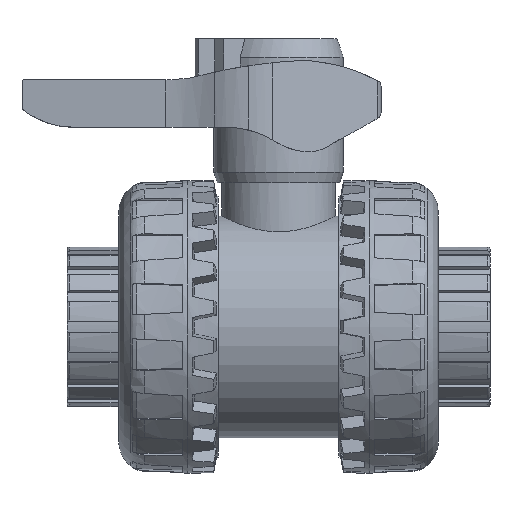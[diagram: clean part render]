
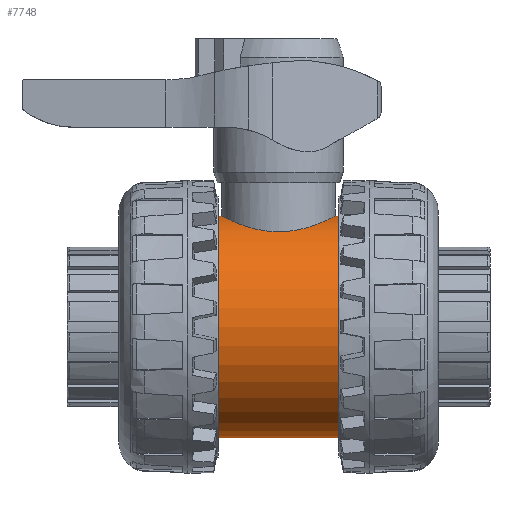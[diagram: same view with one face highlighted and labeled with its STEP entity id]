
A CAD part, front view. The second image highlights one B-rep face of the part: STEP entity #7748.
In plain terms, the highlighted cylindrical face has radius 23.85 mm (diameter 47.7 mm), a full revolution.
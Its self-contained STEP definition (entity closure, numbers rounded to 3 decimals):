
#1548=B_SPLINE_CURVE_WITH_KNOTS('',3,(#11806,#11807,#11808,#11809,#11810,
#11811,#11812,#11813,#11814,#11815,#11816,#11817,#11818,#11819,#11820,#11821,
#11822,#11823,#11824,#11825,#11826,#11827,#11828,#11829,#11830,#11831,#11832,
#11833,#11834,#11835,#11836,#11837,#11838,#11839,#11840,#11841,#11842,#11843,
#11844,#11845,#11846,#11847,#11848,#11849,#11850,#11851,#11852,#11853,#11854,
#11855,#11856,#11857,#11858,#11859,#11860,#11861,#11862,#11863,#11864,#11865,
#11866,#11867,#11868,#11869,#11870,#11871,#11872,#11873,#11874,#11875,#11876,
#11877,#11878,#11879,#11880,#11881,#11882,#11883,#11884,#11885,#11886,#11887,
#11888,#11889,#11890,#11891,#11892,#11893,#11894,#11895,#11896,#11897,#11898,
#11899),.UNSPECIFIED.,.T.,.F.,(4,3,3,3,3,3,3,3,3,3,3,3,3,3,3,3,3,3,3,3,
3,3,3,3,3,3,3,3,3,3,3,4),(0.,0.305,0.648,0.901,
1.012,1.348,1.668,1.876,1.996,
2.309,2.637,2.8,2.901,3.246,
3.515,3.7,3.855,4.17,4.517,
4.674,4.784,5.129,5.431,5.639,
5.747,6.065,6.399,6.552,6.673,
7.02,7.33,7.544),.UNSPECIFIED.);
#1682=FACE_BOUND('',#2176,.T.);
#1683=FACE_BOUND('',#2177,.T.);
#1723=FACE_OUTER_BOUND('',#2175,.T.);
#2175=EDGE_LOOP('',(#5163));
#2176=EDGE_LOOP('',(#5164));
#2177=EDGE_LOOP('',(#5165));
#2660=CIRCLE('',#8206,23.85);
#2661=CIRCLE('',#8208,23.85);
#3068=VERTEX_POINT('',#11805);
#3069=VERTEX_POINT('',#11902);
#3070=VERTEX_POINT('',#11905);
#3911=EDGE_CURVE('',#3068,#3068,#1548,.T.);
#3912=EDGE_CURVE('',#3069,#3069,#2660,.T.);
#3913=EDGE_CURVE('',#3070,#3070,#2661,.T.);
#5163=ORIENTED_EDGE('',*,*,#3912,.F.);
#5164=ORIENTED_EDGE('',*,*,#3911,.T.);
#5165=ORIENTED_EDGE('',*,*,#3913,.F.);
#7654=CYLINDRICAL_SURFACE('',#8207,23.85);
#7748=ADVANCED_FACE('',(#1723,#1682,#1683),#7654,.T.);
#8206=AXIS2_PLACEMENT_3D('',#11903,#9274,#9275);
#8207=AXIS2_PLACEMENT_3D('',#11904,#9276,#9277);
#8208=AXIS2_PLACEMENT_3D('',#11906,#9278,#9279);
#9274=DIRECTION('center_axis',(-1.,0.,0.));
#9275=DIRECTION('ref_axis',(0.,-1.,0.));
#9276=DIRECTION('center_axis',(1.,0.,0.));
#9277=DIRECTION('ref_axis',(0.,-1.,0.));
#9278=DIRECTION('center_axis',(1.,0.,0.));
#9279=DIRECTION('ref_axis',(0.,-1.,0.));
#11805=CARTESIAN_POINT('',(0.,-12.25,20.464));
#11806=CARTESIAN_POINT('Ctrl Pts',(0.,-12.25,20.464));
#11807=CARTESIAN_POINT('Ctrl Pts',(-1.016,-12.25,20.464));
#11808=CARTESIAN_POINT('Ctrl Pts',(-2.067,-12.12,
20.543));
#11809=CARTESIAN_POINT('Ctrl Pts',(-3.087,-11.855,
20.695));
#11810=CARTESIAN_POINT('Ctrl Pts',(-4.234,-11.556,
20.866));
#11811=CARTESIAN_POINT('Ctrl Pts',(-5.341,-11.086,
21.128));
#11812=CARTESIAN_POINT('Ctrl Pts',(-6.341,-10.481,21.424));
#11813=CARTESIAN_POINT('Ctrl Pts',(-7.078,-10.035,
21.642));
#11814=CARTESIAN_POINT('Ctrl Pts',(-7.756,-9.517,21.877));
#11815=CARTESIAN_POINT('Ctrl Pts',(-8.357,-8.956,
22.104));
#11816=CARTESIAN_POINT('Ctrl Pts',(-8.623,-8.709,
22.205));
#11817=CARTESIAN_POINT('Ctrl Pts',(-8.872,-8.454,
22.303));
#11818=CARTESIAN_POINT('Ctrl Pts',(-9.117,-8.182,22.403));
#11819=CARTESIAN_POINT('Ctrl Pts',(-9.851,-7.364,
22.702));
#11820=CARTESIAN_POINT('Ctrl Pts',(-10.505,-6.406,
22.998));
#11821=CARTESIAN_POINT('Ctrl Pts',(-11.013,-5.364,23.239));
#11822=CARTESIAN_POINT('Ctrl Pts',(-11.497,-4.371,
23.468));
#11823=CARTESIAN_POINT('Ctrl Pts',(-11.849,-3.3,
23.646));
#11824=CARTESIAN_POINT('Ctrl Pts',(-12.048,-2.215,
23.747));
#11825=CARTESIAN_POINT('Ctrl Pts',(-12.178,-1.509,
23.813));
#11826=CARTESIAN_POINT('Ctrl Pts',(-12.244,-0.798,
23.847));
#11827=CARTESIAN_POINT('Ctrl Pts',(-12.25,-0.103,
23.85));
#11828=CARTESIAN_POINT('Ctrl Pts',(-12.253,0.3,
23.852));
#11829=CARTESIAN_POINT('Ctrl Pts',(-12.237,0.705,
23.843));
#11830=CARTESIAN_POINT('Ctrl Pts',(-12.199,1.114,23.824));
#11831=CARTESIAN_POINT('Ctrl Pts',(-12.102,2.176,23.774));
#11832=CARTESIAN_POINT('Ctrl Pts',(-11.861,3.251,23.65));
#11833=CARTESIAN_POINT('Ctrl Pts',(-11.481,4.271,23.465));
#11834=CARTESIAN_POINT('Ctrl Pts',(-11.085,5.335,23.271));
#11835=CARTESIAN_POINT('Ctrl Pts',(-10.54,6.34,23.011));
#11836=CARTESIAN_POINT('Ctrl Pts',(-9.889,7.229,22.728));
#11837=CARTESIAN_POINT('Ctrl Pts',(-9.564,7.674,22.586));
#11838=CARTESIAN_POINT('Ctrl Pts',(-9.213,8.091,22.439));
#11839=CARTESIAN_POINT('Ctrl Pts',(-8.846,8.474,22.294));
#11840=CARTESIAN_POINT('Ctrl Pts',(-8.62,8.71,22.204));
#11841=CARTESIAN_POINT('Ctrl Pts',(-8.387,8.935,22.114));
#11842=CARTESIAN_POINT('Ctrl Pts',(-8.14,9.154,22.023));
#11843=CARTESIAN_POINT('Ctrl Pts',(-7.295,9.906,21.711));
#11844=CARTESIAN_POINT('Ctrl Pts',(-6.308,10.568,21.389));
#11845=CARTESIAN_POINT('Ctrl Pts',(-5.235,11.075,21.123));
#11846=CARTESIAN_POINT('Ctrl Pts',(-4.4,11.47,20.916));
#11847=CARTESIAN_POINT('Ctrl Pts',(-3.511,11.772,20.743));
#11848=CARTESIAN_POINT('Ctrl Pts',(-2.606,11.97,20.629));
#11849=CARTESIAN_POINT('Ctrl Pts',(-1.981,12.106,20.55));
#11850=CARTESIAN_POINT('Ctrl Pts',(-1.349,12.192,20.499));
#11851=CARTESIAN_POINT('Ctrl Pts',(-0.724,12.229,20.476));
#11852=CARTESIAN_POINT('Ctrl Pts',(-0.2,12.26,
20.458));
#11853=CARTESIAN_POINT('Ctrl Pts',(0.315,12.257,20.459));
#11854=CARTESIAN_POINT('Ctrl Pts',(0.839,12.221,20.481));
#11855=CARTESIAN_POINT('Ctrl Pts',(1.902,12.148,20.524));
#11856=CARTESIAN_POINT('Ctrl Pts',(2.981,11.932,20.655));
#11857=CARTESIAN_POINT('Ctrl Pts',(4.009,11.576,20.853));
#11858=CARTESIAN_POINT('Ctrl Pts',(5.145,11.182,21.071));
#11859=CARTESIAN_POINT('Ctrl Pts',(6.219,10.619,21.369));
#11860=CARTESIAN_POINT('Ctrl Pts',(7.166,9.935,21.682));
#11861=CARTESIAN_POINT('Ctrl Pts',(7.593,9.627,21.823));
#11862=CARTESIAN_POINT('Ctrl Pts',(7.995,9.296,21.967));
#11863=CARTESIAN_POINT('Ctrl Pts',(8.366,8.948,22.108));
#11864=CARTESIAN_POINT('Ctrl Pts',(8.628,8.704,22.207));
#11865=CARTESIAN_POINT('Ctrl Pts',(8.874,8.452,22.304));
#11866=CARTESIAN_POINT('Ctrl Pts',(9.115,8.184,22.402));
#11867=CARTESIAN_POINT('Ctrl Pts',(9.87,7.343,22.709));
#11868=CARTESIAN_POINT('Ctrl Pts',(10.54,6.356,23.014));
#11869=CARTESIAN_POINT('Ctrl Pts',(11.054,5.28,23.258));
#11870=CARTESIAN_POINT('Ctrl Pts',(11.503,4.338,23.472));
#11871=CARTESIAN_POINT('Ctrl Pts',(11.835,3.328,23.639));
#11872=CARTESIAN_POINT('Ctrl Pts',(12.031,2.304,23.738));
#11873=CARTESIAN_POINT('Ctrl Pts',(12.166,1.599,23.807));
#11874=CARTESIAN_POINT('Ctrl Pts',(12.238,0.887,23.844));
#11875=CARTESIAN_POINT('Ctrl Pts',(12.249,0.191,23.849));
#11876=CARTESIAN_POINT('Ctrl Pts',(12.254,-0.172,
23.852));
#11877=CARTESIAN_POINT('Ctrl Pts',(12.244,-0.535,
23.847));
#11878=CARTESIAN_POINT('Ctrl Pts',(12.217,-0.902,
23.833));
#11879=CARTESIAN_POINT('Ctrl Pts',(12.137,-1.977,23.792));
#11880=CARTESIAN_POINT('Ctrl Pts',(11.91,-3.07,23.675));
#11881=CARTESIAN_POINT('Ctrl Pts',(11.54,-4.109,23.493));
#11882=CARTESIAN_POINT('Ctrl Pts',(11.151,-5.202,23.302));
#11883=CARTESIAN_POINT('Ctrl Pts',(10.605,-6.235,23.041));
#11884=CARTESIAN_POINT('Ctrl Pts',(9.947,-7.149,22.753));
#11885=CARTESIAN_POINT('Ctrl Pts',(9.645,-7.57,22.621));
#11886=CARTESIAN_POINT('Ctrl Pts',(9.32,-7.965,22.484));
#11887=CARTESIAN_POINT('Ctrl Pts',(8.98,-8.332,22.347));
#11888=CARTESIAN_POINT('Ctrl Pts',(8.712,-8.621,22.24));
#11889=CARTESIAN_POINT('Ctrl Pts',(8.437,-8.89,22.133));
#11890=CARTESIAN_POINT('Ctrl Pts',(8.141,-9.153,22.024));
#11891=CARTESIAN_POINT('Ctrl Pts',(7.29,-9.911,21.709));
#11892=CARTESIAN_POINT('Ctrl Pts',(6.294,-10.577,21.384));
#11893=CARTESIAN_POINT('Ctrl Pts',(5.211,-11.086,21.117));
#11894=CARTESIAN_POINT('Ctrl Pts',(4.248,-11.539,20.879));
#11895=CARTESIAN_POINT('Ctrl Pts',(3.214,-11.869,20.688));
#11896=CARTESIAN_POINT('Ctrl Pts',(2.166,-12.057,20.578));
#11897=CARTESIAN_POINT('Ctrl Pts',(1.442,-12.187,20.502));
#11898=CARTESIAN_POINT('Ctrl Pts',(0.713,-12.25,20.464));
#11899=CARTESIAN_POINT('Ctrl Pts',(0.,-12.25,20.464));
#11902=CARTESIAN_POINT('',(-23.1,23.85,0.));
#11903=CARTESIAN_POINT('Origin',(-23.1,0.,0.));
#11904=CARTESIAN_POINT('Origin',(0.,0.,0.));
#11905=CARTESIAN_POINT('',(23.1,23.85,0.));
#11906=CARTESIAN_POINT('Origin',(23.1,0.,0.));
